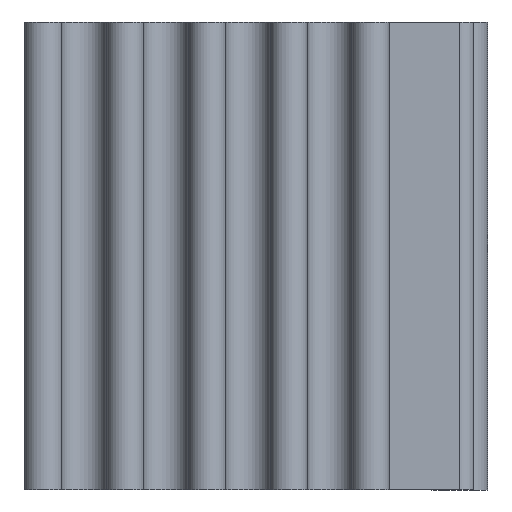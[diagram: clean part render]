
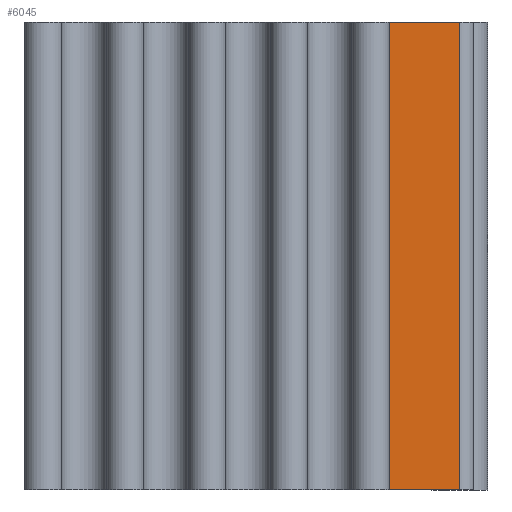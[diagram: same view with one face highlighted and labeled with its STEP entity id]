
A CAD part, left-side view. The second image highlights one B-rep face of the part: STEP entity #6045.
In plain terms, the highlighted planar face has unit normal (-1, 0, 0).
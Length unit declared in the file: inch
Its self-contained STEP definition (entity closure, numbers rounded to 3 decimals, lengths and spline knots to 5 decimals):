
#1595=DIRECTION('',(0.,-1.,0.));
#1596=VECTOR('',#1595,0.075);
#1597=CARTESIAN_POINT('',(-0.34,-0.175,-0.25));
#1598=LINE('',#1597,#1596);
#1645=DIRECTION('',(0.,0.,1.));
#1646=VECTOR('',#1645,0.5);
#1647=CARTESIAN_POINT('',(-0.34,-0.25,-0.25));
#1648=LINE('',#1647,#1646);
#1652=DIRECTION('',(0.,0.,1.));
#1653=VECTOR('',#1652,0.5);
#1654=CARTESIAN_POINT('',(-0.34,-0.175,-0.25));
#1655=LINE('',#1654,#1653);
#3124=DIRECTION('',(0.,-1.,0.));
#3125=VECTOR('',#3124,0.075);
#3126=CARTESIAN_POINT('',(-0.34,-0.175,0.25));
#3127=LINE('',#3126,#3125);
#5463=CARTESIAN_POINT('',(-0.34,-0.175,-0.25));
#5464=VERTEX_POINT('',#5463);
#5465=CARTESIAN_POINT('',(-0.34,-0.25,-0.25));
#5466=VERTEX_POINT('',#5465);
#5475=CARTESIAN_POINT('',(-0.34,-0.175,0.25));
#5476=VERTEX_POINT('',#5475);
#5477=CARTESIAN_POINT('',(-0.34,-0.25,0.25));
#5478=VERTEX_POINT('',#5477);
#6032=CARTESIAN_POINT('',(-0.34,-0.175,-0.25));
#6033=DIRECTION('',(-1.,0.,0.));
#6034=DIRECTION('',(0.,-1.,0.));
#6035=AXIS2_PLACEMENT_3D('',#6032,#6033,#6034);
#6036=PLANE('',#6035);
#6037=ORIENTED_EDGE('',*,*,#5936,.F.);
#6039=ORIENTED_EDGE('',*,*,#6038,.T.);
#6041=ORIENTED_EDGE('',*,*,#6040,.T.);
#6042=ORIENTED_EDGE('',*,*,#6013,.F.);
#6043=EDGE_LOOP('',(#6037,#6039,#6041,#6042));
#6044=FACE_OUTER_BOUND('',#6043,.F.);
#5936=EDGE_CURVE('',#5464,#5466,#1598,.T.);
#6013=EDGE_CURVE('',#5466,#5478,#1648,.T.);
#6038=EDGE_CURVE('',#5464,#5476,#1655,.T.);
#6040=EDGE_CURVE('',#5476,#5478,#3127,.T.);
#6045=ADVANCED_FACE('',(#6044),#6036,.T.);
